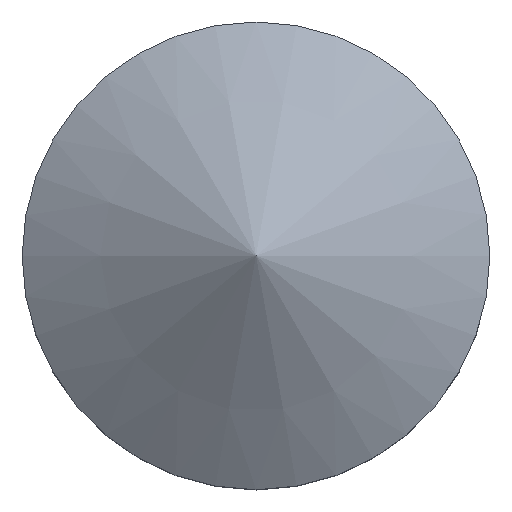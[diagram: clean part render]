
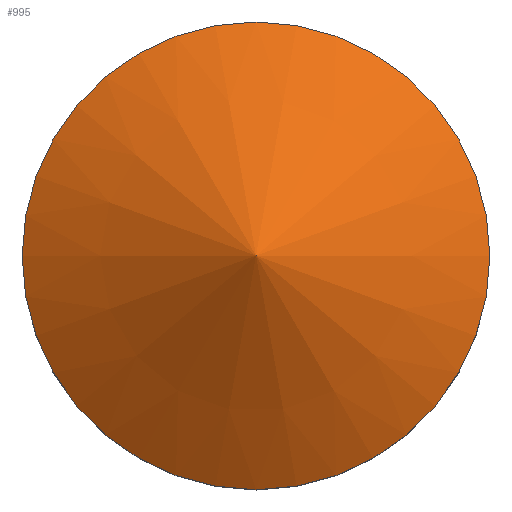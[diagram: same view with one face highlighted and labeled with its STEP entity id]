
A CAD part, top view. The second image highlights one B-rep face of the part: STEP entity #995.
In plain terms, the highlighted conical face has half-angle 60 degrees and reference radius 0.75 mm.
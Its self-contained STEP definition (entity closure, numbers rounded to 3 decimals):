
#951 = VERTEX_POINT('',#952);
#952 = CARTESIAN_POINT('',(0.75,0.,16.));
#958 = EDGE_CURVE('',#951,#951,#959,.T.);
#959 = CIRCLE('',#960,0.75);
#960 = AXIS2_PLACEMENT_3D('',#961,#962,#963);
#961 = CARTESIAN_POINT('',(0.,0.,16.));
#962 = DIRECTION('',(0.,0.,-1.));
#963 = DIRECTION('',(1.,0.,0.));
#995 = ADVANCED_FACE('',(#996),#1008,.T.);
#996 = FACE_BOUND('',#997,.F.);
#997 = EDGE_LOOP('',(#998,#999,#1007));
#998 = ORIENTED_EDGE('',*,*,#958,.T.);
#999 = ORIENTED_EDGE('',*,*,#1000,.T.);
#1000 = EDGE_CURVE('',#951,#1001,#1003,.T.);
#1001 = VERTEX_POINT('',#1002);
#1002 = CARTESIAN_POINT('',(0.,0.,16.433));
#1003 = LINE('',#1004,#1005);
#1004 = CARTESIAN_POINT('',(0.75,0.,16.));
#1005 = VECTOR('',#1006,1.);
#1006 = DIRECTION('',(-0.866,0.,0.5));
#1007 = ORIENTED_EDGE('',*,*,#1000,.F.);
#1008 = CONICAL_SURFACE('',#1009,0.75,1.047);
#1009 = AXIS2_PLACEMENT_3D('',#1010,#1011,#1012);
#1010 = CARTESIAN_POINT('',(0.,0.,16.));
#1011 = DIRECTION('',(-0.,0.,-1.));
#1012 = DIRECTION('',(1.,0.,0.));
